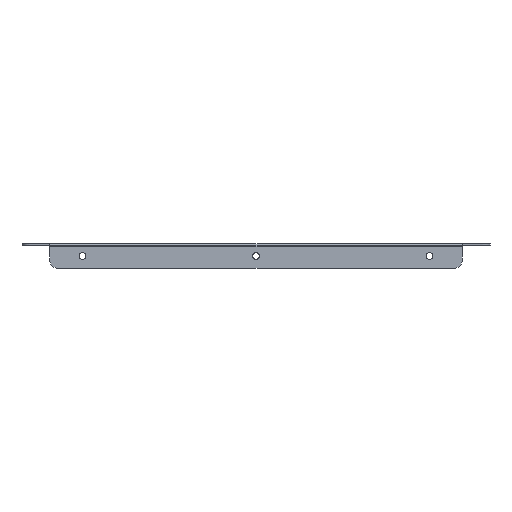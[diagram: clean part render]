
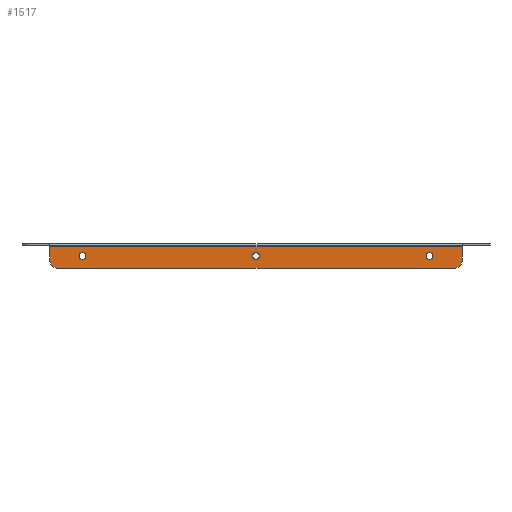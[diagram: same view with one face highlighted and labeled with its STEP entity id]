
A CAD part, front view. The second image highlights one B-rep face of the part: STEP entity #1517.
In plain terms, the highlighted planar face has unit normal (0, -1, 0).
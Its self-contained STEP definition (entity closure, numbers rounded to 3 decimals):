
#22 = VERTEX_POINT ( 'NONE', #1350 ) ;
#38 = EDGE_LOOP ( 'NONE', ( #2649, #1882, #1568, #607, #563, #322 ) ) ;
#102 = FACE_BOUND ( 'NONE', #631, .T. ) ;
#117 = EDGE_CURVE ( 'NONE', #610, #1376, #1561, .T. ) ;
#127 = CARTESIAN_POINT ( 'NONE',  ( 126.25, -249.8, 0. ) ) ;
#150 = VERTEX_POINT ( 'NONE', #943 ) ;
#227 = EDGE_CURVE ( 'NONE', #1680, #1579, #2317, .T. ) ;
#232 = FACE_BOUND ( 'NONE', #2302, .T. ) ;
#280 = ORIENTED_EDGE ( 'NONE', *, *, #1761, .T. ) ;
#306 = DIRECTION ( 'NONE',  ( 0., 1., 0. ) ) ;
#322 = ORIENTED_EDGE ( 'NONE', *, *, #1170, .F. ) ;
#344 = EDGE_CURVE ( 'NONE', #1376, #691, #1762, .T. ) ;
#384 = DIRECTION ( 'NONE',  ( 0., 0., 1. ) ) ;
#406 = DIRECTION ( 'NONE',  ( 0., 0., 1. ) ) ;
#481 = DIRECTION ( 'NONE',  ( 0., 1., 0. ) ) ;
#528 = CARTESIAN_POINT ( 'NONE',  ( 121.25, -249.8, -15. ) ) ;
#545 = AXIS2_PLACEMENT_3D ( 'NONE', #1826, #1590, #548 ) ;
#548 = DIRECTION ( 'NONE',  ( 0., 0., 1. ) ) ;
#563 = ORIENTED_EDGE ( 'NONE', *, *, #227, .T. ) ;
#567 = DIRECTION ( 'NONE',  ( 0., 0., 1. ) ) ;
#578 = ORIENTED_EDGE ( 'NONE', *, *, #2390, .T. ) ;
#600 = CIRCLE ( 'NONE', #1906, 2.1 ) ;
#603 = VERTEX_POINT ( 'NONE', #689 ) ;
#607 = ORIENTED_EDGE ( 'NONE', *, *, #1836, .T. ) ;
#610 = VERTEX_POINT ( 'NONE', #2197 ) ;
#631 = EDGE_LOOP ( 'NONE', ( #1547, #966 ) ) ;
#680 = FACE_OUTER_BOUND ( 'NONE', #38, .T. ) ;
#684 = AXIS2_PLACEMENT_3D ( 'NONE', #1602, #1809, #567 ) ;
#689 = CARTESIAN_POINT ( 'NONE',  ( 0., -249.8, -9.6 ) ) ;
#691 = VERTEX_POINT ( 'NONE', #528 ) ;
#720 = DIRECTION ( 'NONE',  ( 0., 1., 0. ) ) ;
#740 = CIRCLE ( 'NONE', #1633, 2.1 ) ;
#841 = CARTESIAN_POINT ( 'NONE',  ( 106.25, -249.8, -7.5 ) ) ;
#844 = DIRECTION ( 'NONE',  ( 1., 0., 0. ) ) ;
#868 = DIRECTION ( 'NONE',  ( 0., 0., -1. ) ) ;
#873 = VECTOR ( 'NONE', #868, 1000. ) ;
#905 = VERTEX_POINT ( 'NONE', #1484 ) ;
#920 = CARTESIAN_POINT ( 'NONE',  ( 126.25, -249.8, -1.8 ) ) ;
#943 = CARTESIAN_POINT ( 'NONE',  ( -106.25, -249.8, -9.6 ) ) ;
#966 = ORIENTED_EDGE ( 'NONE', *, *, #1527, .T. ) ;
#1000 = AXIS2_PLACEMENT_3D ( 'NONE', #1123, #481, #1302 ) ;
#1038 = DIRECTION ( 'NONE',  ( 0., 1., 0. ) ) ;
#1064 = CARTESIAN_POINT ( 'NONE',  ( 106.25, -249.8, -5.4 ) ) ;
#1075 = LINE ( 'NONE', #920, #2770 ) ;
#1123 = CARTESIAN_POINT ( 'NONE',  ( 0., -249.8, 0. ) ) ;
#1125 = CARTESIAN_POINT ( 'NONE',  ( 106.25, -249.8, -7.5 ) ) ;
#1170 = EDGE_CURVE ( 'NONE', #905, #1579, #1075, .T. ) ;
#1200 = AXIS2_PLACEMENT_3D ( 'NONE', #1832, #306, #2041 ) ;
#1224 = EDGE_LOOP ( 'NONE', ( #578, #1295 ) ) ;
#1240 = CARTESIAN_POINT ( 'NONE',  ( -106.25, -249.8, -7.5 ) ) ;
#1276 = CARTESIAN_POINT ( 'NONE',  ( -106.25, -249.8, -5.4 ) ) ;
#1295 = ORIENTED_EDGE ( 'NONE', *, *, #1808, .T. ) ;
#1302 = DIRECTION ( 'NONE',  ( 0., 0., 1. ) ) ;
#1331 = CIRCLE ( 'NONE', #2163, 2.1 ) ;
#1350 = CARTESIAN_POINT ( 'NONE',  ( 0., -249.8, -5.4 ) ) ;
#1376 = VERTEX_POINT ( 'NONE', #1721 ) ;
#1377 = CARTESIAN_POINT ( 'NONE',  ( 106.25, -249.8, -9.6 ) ) ;
#1380 = EDGE_CURVE ( 'NONE', #905, #610, #1454, .T. ) ;
#1454 = LINE ( 'NONE', #2379, #873 ) ;
#1455 = CARTESIAN_POINT ( 'NONE',  ( 121.25, -249.8, -10. ) ) ;
#1480 = CARTESIAN_POINT ( 'NONE',  ( 0., -249.8, -15. ) ) ;
#1484 = CARTESIAN_POINT ( 'NONE',  ( -126.25, -249.8, -1.8 ) ) ;
#1517 = ADVANCED_FACE ( 'NONE', ( #102, #232, #2622, #680 ), #1952, .F. ) ;
#1527 = EDGE_CURVE ( 'NONE', #150, #2148, #1631, .T. ) ;
#1547 = ORIENTED_EDGE ( 'NONE', *, *, #2213, .T. ) ;
#1548 = CIRCLE ( 'NONE', #2521, 5. ) ;
#1561 = CIRCLE ( 'NONE', #545, 5. ) ;
#1568 = ORIENTED_EDGE ( 'NONE', *, *, #344, .T. ) ;
#1579 = VERTEX_POINT ( 'NONE', #2708 ) ;
#1586 = DIRECTION ( 'NONE',  ( 0., 1., 0. ) ) ;
#1590 = DIRECTION ( 'NONE',  ( 0., -1., 0. ) ) ;
#1602 = CARTESIAN_POINT ( 'NONE',  ( -106.25, -249.8, -7.5 ) ) ;
#1631 = CIRCLE ( 'NONE', #684, 2.1 ) ;
#1633 = AXIS2_PLACEMENT_3D ( 'NONE', #1240, #1038, #2792 ) ;
#1680 = VERTEX_POINT ( 'NONE', #2279 ) ;
#1721 = CARTESIAN_POINT ( 'NONE',  ( -121.25, -249.8, -15. ) ) ;
#1730 = VECTOR ( 'NONE', #844, 1000. ) ;
#1761 = EDGE_CURVE ( 'NONE', #603, #22, #2429, .T. ) ;
#1762 = LINE ( 'NONE', #1480, #1730 ) ;
#1786 = CARTESIAN_POINT ( 'NONE',  ( 0., -249.8, -7.5 ) ) ;
#1808 = EDGE_CURVE ( 'NONE', #2402, #2177, #1331, .T. ) ;
#1809 = DIRECTION ( 'NONE',  ( 0., 1., 0. ) ) ;
#1826 = CARTESIAN_POINT ( 'NONE',  ( -121.25, -249.8, -10. ) ) ;
#1832 = CARTESIAN_POINT ( 'NONE',  ( 0., -249.8, -7.5 ) ) ;
#1836 = EDGE_CURVE ( 'NONE', #691, #1680, #1548, .T. ) ;
#1882 = ORIENTED_EDGE ( 'NONE', *, *, #117, .T. ) ;
#1906 = AXIS2_PLACEMENT_3D ( 'NONE', #1125, #720, #2001 ) ;
#1952 = PLANE ( 'NONE',  #1000 ) ;
#1960 = ORIENTED_EDGE ( 'NONE', *, *, #2444, .T. ) ;
#2001 = DIRECTION ( 'NONE',  ( 0., 0., 1. ) ) ;
#2041 = DIRECTION ( 'NONE',  ( 0., 0., 1. ) ) ;
#2148 = VERTEX_POINT ( 'NONE', #1276 ) ;
#2163 = AXIS2_PLACEMENT_3D ( 'NONE', #841, #2325, #406 ) ;
#2177 = VERTEX_POINT ( 'NONE', #1064 ) ;
#2197 = CARTESIAN_POINT ( 'NONE',  ( -126.25, -249.8, -10. ) ) ;
#2213 = EDGE_CURVE ( 'NONE', #2148, #150, #740, .T. ) ;
#2240 = DIRECTION ( 'NONE',  ( 1., 0., 0. ) ) ;
#2247 = DIRECTION ( 'NONE',  ( 0., 0., 1. ) ) ;
#2257 = CIRCLE ( 'NONE', #2456, 2.1 ) ;
#2279 = CARTESIAN_POINT ( 'NONE',  ( 126.25, -249.8, -10. ) ) ;
#2302 = EDGE_LOOP ( 'NONE', ( #1960, #280 ) ) ;
#2317 = LINE ( 'NONE', #127, #2664 ) ;
#2325 = DIRECTION ( 'NONE',  ( 0., 1., 0. ) ) ;
#2340 = DIRECTION ( 'NONE',  ( 0., -1., 0. ) ) ;
#2379 = CARTESIAN_POINT ( 'NONE',  ( -126.25, -249.8, 0. ) ) ;
#2390 = EDGE_CURVE ( 'NONE', #2177, #2402, #600, .T. ) ;
#2402 = VERTEX_POINT ( 'NONE', #1377 ) ;
#2429 = CIRCLE ( 'NONE', #1200, 2.1 ) ;
#2444 = EDGE_CURVE ( 'NONE', #22, #603, #2257, .T. ) ;
#2456 = AXIS2_PLACEMENT_3D ( 'NONE', #1786, #1586, #2247 ) ;
#2521 = AXIS2_PLACEMENT_3D ( 'NONE', #1455, #2340, #384 ) ;
#2544 = DIRECTION ( 'NONE',  ( 0., 0., 1. ) ) ;
#2622 = FACE_BOUND ( 'NONE', #1224, .T. ) ;
#2649 = ORIENTED_EDGE ( 'NONE', *, *, #1380, .T. ) ;
#2664 = VECTOR ( 'NONE', #2544, 1000. ) ;
#2708 = CARTESIAN_POINT ( 'NONE',  ( 126.25, -249.8, -1.8 ) ) ;
#2770 = VECTOR ( 'NONE', #2240, 1000. ) ;
#2792 = DIRECTION ( 'NONE',  ( 0., 0., 1. ) ) ;
